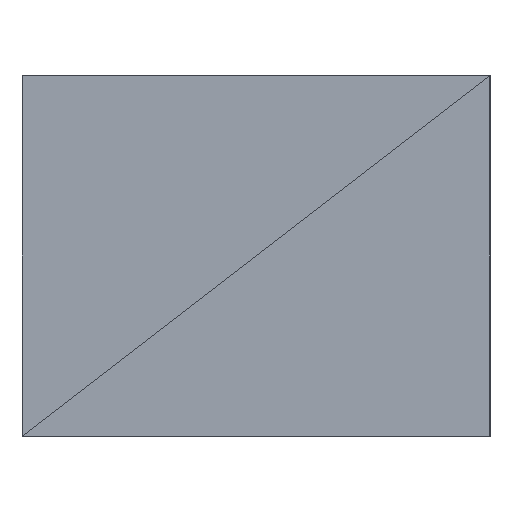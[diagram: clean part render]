
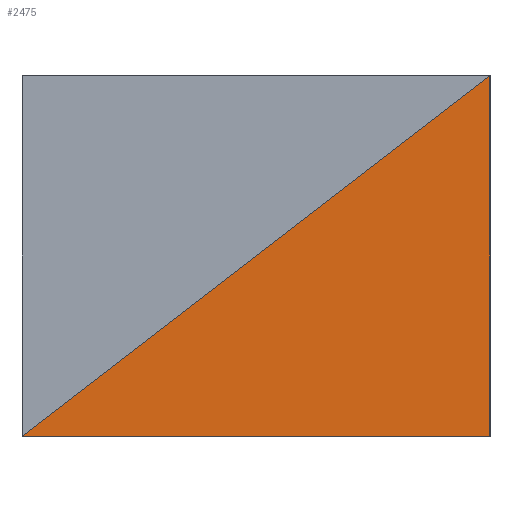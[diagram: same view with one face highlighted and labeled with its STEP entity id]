
A CAD part, left-side view. The second image highlights one B-rep face of the part: STEP entity #2475.
In plain terms, the highlighted planar face has unit normal (-1, 0, 0).
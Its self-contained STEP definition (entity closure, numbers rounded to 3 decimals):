
#2475=ADVANCED_FACE('',(#2476),#2502,.F.);
#2476=FACE_OUTER_BOUND('',#2477,.T.);
#2477=EDGE_LOOP('',(#2478,#2480,#2482));
#2478=ORIENTED_EDGE('',*,*,#2479,.T.);
#2479=EDGE_CURVE('',#2484,#2486,#2488,.T.);
#2480=ORIENTED_EDGE('',*,*,#2481,.T.);
#2481=EDGE_CURVE('',#2486,#2492,#2494,.T.);
#2482=ORIENTED_EDGE('',*,*,#2483,.T.);
#2483=EDGE_CURVE('',#2492,#2484,#2498,.T.);
#2484=VERTEX_POINT('',#2485);
#2485=CARTESIAN_POINT('',(-0.902,0.495,0.0));
#2486=VERTEX_POINT('',#2487);
#2487=CARTESIAN_POINT('',(-0.902,-0.495,0.762));
#2488=LINE('',#2489,#2490);
#2489=CARTESIAN_POINT('',(-0.902,0.495,0.0));
#2490=VECTOR('',#2491,1.0);
#2491=DIRECTION('',(0.0,0.793,-0.61));
#2492=VERTEX_POINT('',#2493);
#2493=CARTESIAN_POINT('',(-0.902,-0.495,0.0));
#2494=LINE('',#2495,#2496);
#2495=CARTESIAN_POINT('',(-0.902,-0.495,0.762));
#2496=VECTOR('',#2497,1.0);
#2497=DIRECTION('',(0.0,0.0,1.0));
#2498=LINE('',#2499,#2500);
#2499=CARTESIAN_POINT('',(-0.902,-0.495,0.0));
#2500=VECTOR('',#2501,1.0);
#2501=DIRECTION('',(0.0,-1.0,0.0));
#2502=PLANE('',#2503);
#2503=AXIS2_PLACEMENT_3D('',#2504,#2505,#2506);
#2504=CARTESIAN_POINT('',(-0.902,-0.495,0.762));
#2505=DIRECTION('',(1.0,0.0,0.0));
#2506=DIRECTION('',(0.0,1.0,0.0));
